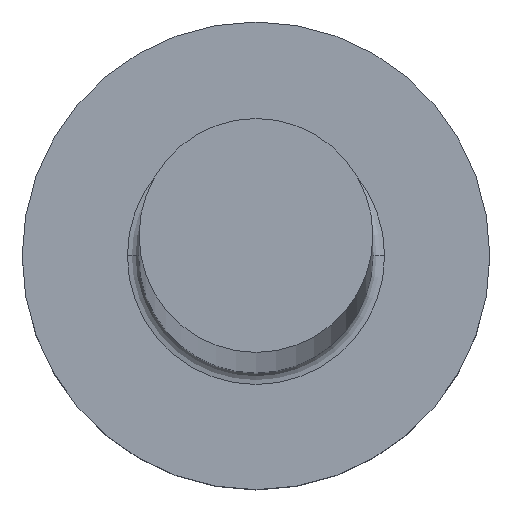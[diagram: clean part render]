
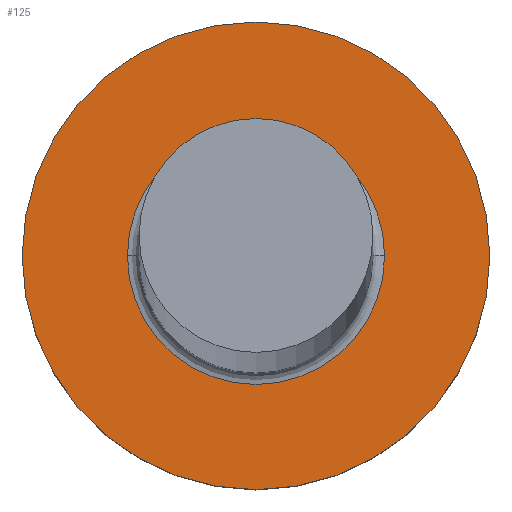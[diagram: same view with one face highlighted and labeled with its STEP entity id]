
A CAD part, top view. The second image highlights one B-rep face of the part: STEP entity #125.
In plain terms, the highlighted planar face has unit normal (0, 0, 1).
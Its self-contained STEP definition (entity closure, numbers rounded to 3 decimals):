
#6 = EDGE_CURVE ( 'NONE', #31, #193, #71, .T. ) ;
#19 = DIRECTION ( 'NONE',  ( 0., 0., 1. ) ) ;
#30 = CARTESIAN_POINT ( 'NONE',  ( 0., 0., 3. ) ) ;
#31 = VERTEX_POINT ( 'NONE', #294 ) ;
#35 = CIRCLE ( 'NONE', #108, 2.2 ) ;
#68 = CARTESIAN_POINT ( 'NONE',  ( 2.2, 0., 3. ) ) ;
#71 = CIRCLE ( 'NONE', #240, 4. ) ;
#83 = ORIENTED_EDGE ( 'NONE', *, *, #175, .T. ) ;
#88 = DIRECTION ( 'NONE',  ( 0., 0., -1. ) ) ;
#90 = DIRECTION ( 'NONE',  ( 0., 0., -1. ) ) ;
#91 = CIRCLE ( 'NONE', #291, 4. ) ;
#108 = AXIS2_PLACEMENT_3D ( 'NONE', #251, #88, #144 ) ;
#109 = PLANE ( 'NONE',  #200 ) ;
#125 = ADVANCED_FACE ( 'NONE', ( #137, #176 ), #109, .T. ) ;
#131 = DIRECTION ( 'NONE',  ( 0., 0., 1. ) ) ;
#135 = VERTEX_POINT ( 'NONE', #245 ) ;
#137 = FACE_BOUND ( 'NONE', #295, .T. ) ;
#144 = DIRECTION ( 'NONE',  ( 1., 0., 0. ) ) ;
#157 = DIRECTION ( 'NONE',  ( 1., 0., 0. ) ) ;
#165 = CARTESIAN_POINT ( 'NONE',  ( -4., 0., 3. ) ) ;
#175 = EDGE_CURVE ( 'NONE', #193, #31, #91, .T. ) ;
#176 = FACE_OUTER_BOUND ( 'NONE', #288, .T. ) ;
#186 = DIRECTION ( 'NONE',  ( 1., 0., 0. ) ) ;
#188 = VERTEX_POINT ( 'NONE', #68 ) ;
#193 = VERTEX_POINT ( 'NONE', #165 ) ;
#200 = AXIS2_PLACEMENT_3D ( 'NONE', #202, #296, #157 ) ;
#202 = CARTESIAN_POINT ( 'NONE',  ( 0., 0., 3. ) ) ;
#217 = ORIENTED_EDGE ( 'NONE', *, *, #6, .T. ) ;
#222 = EDGE_CURVE ( 'NONE', #135, #188, #279, .T. ) ;
#239 = CARTESIAN_POINT ( 'NONE',  ( 0., 0., 3. ) ) ;
#240 = AXIS2_PLACEMENT_3D ( 'NONE', #30, #131, #263 ) ;
#245 = CARTESIAN_POINT ( 'NONE',  ( -2.2, 0., 3. ) ) ;
#249 = DIRECTION ( 'NONE',  ( 1., 0., 0. ) ) ;
#251 = CARTESIAN_POINT ( 'NONE',  ( 0., 0., 3. ) ) ;
#261 = ORIENTED_EDGE ( 'NONE', *, *, #222, .T. ) ;
#263 = DIRECTION ( 'NONE',  ( 1., 0., 0. ) ) ;
#265 = AXIS2_PLACEMENT_3D ( 'NONE', #281, #90, #249 ) ;
#279 = CIRCLE ( 'NONE', #265, 2.2 ) ;
#281 = CARTESIAN_POINT ( 'NONE',  ( 0., 0., 3. ) ) ;
#282 = ORIENTED_EDGE ( 'NONE', *, *, #293, .T. ) ;
#288 = EDGE_LOOP ( 'NONE', ( #83, #217 ) ) ;
#291 = AXIS2_PLACEMENT_3D ( 'NONE', #239, #19, #186 ) ;
#293 = EDGE_CURVE ( 'NONE', #188, #135, #35, .T. ) ;
#294 = CARTESIAN_POINT ( 'NONE',  ( 4., 0., 3. ) ) ;
#295 = EDGE_LOOP ( 'NONE', ( #282, #261 ) ) ;
#296 = DIRECTION ( 'NONE',  ( 0., 0., 1. ) ) ;
